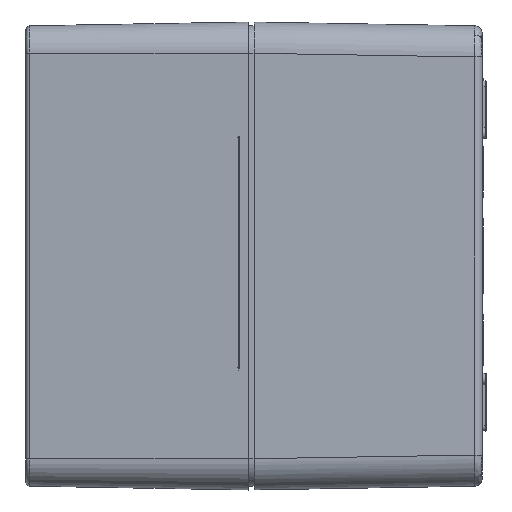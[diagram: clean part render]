
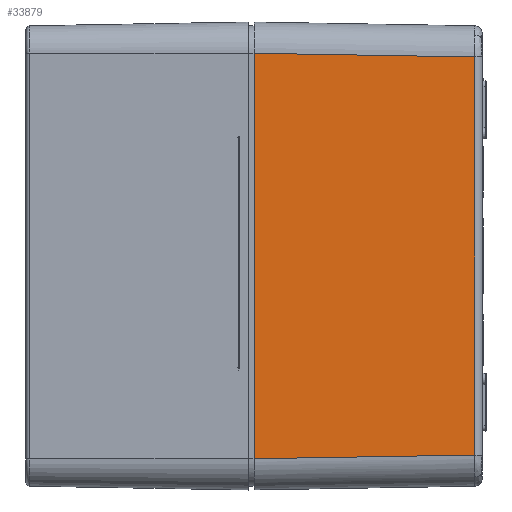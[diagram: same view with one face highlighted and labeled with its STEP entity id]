
A CAD part, left-side view. The second image highlights one B-rep face of the part: STEP entity #33879.
In plain terms, the highlighted planar face has unit normal (-1, -0.017, 0).
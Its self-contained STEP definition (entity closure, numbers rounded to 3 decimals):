
#2112=LINE('',#69557,#4026);
#2130=LINE('',#69795,#4044);
#2131=LINE('',#69797,#4045);
#2132=LINE('',#69798,#4046);
#4026=VECTOR('',#41699,1000.);
#4044=VECTOR('',#41733,1000.);
#4045=VECTOR('',#41736,1000.);
#4046=VECTOR('',#41737,1000.);
#5301=PLANE('',#36567);
#6497=FACE_OUTER_BOUND('',#9023,.T.);
#9023=EDGE_LOOP('',(#25326,#25327,#25328,#25329));
#14788=VERTEX_POINT('',#63875);
#15357=VERTEX_POINT('',#69554);
#15358=VERTEX_POINT('',#69556);
#15371=VERTEX_POINT('',#69787);
#18854=EDGE_CURVE('',#15357,#15358,#2112,.T.);
#18879=EDGE_CURVE('',#15357,#15371,#2130,.T.);
#18880=EDGE_CURVE('',#15371,#14788,#2131,.T.);
#18881=EDGE_CURVE('',#14788,#15358,#2132,.T.);
#25326=ORIENTED_EDGE('',*,*,#18879,.T.);
#25327=ORIENTED_EDGE('',*,*,#18880,.T.);
#25328=ORIENTED_EDGE('',*,*,#18881,.T.);
#25329=ORIENTED_EDGE('',*,*,#18854,.F.);
#33879=ADVANCED_FACE('',(#6497),#5301,.T.);
#36567=AXIS2_PLACEMENT_3D('',#69796,#41734,#41735);
#41699=DIRECTION('',(0.,0.,1.));
#41733=DIRECTION('',(0.017,-1.,0.017));
#41734=DIRECTION('center_axis',(-1.,-0.017,
0.));
#41735=DIRECTION('ref_axis',(0.017,-1.,0.));
#41736=DIRECTION('',(0.,0.,1.));
#41737=DIRECTION('',(-0.017,1.,0.017));
#63875=CARTESIAN_POINT('',(-109.033,-58.033,51.034));
#69554=CARTESIAN_POINT('',(-109.975,-1.5,-51.976));
#69556=CARTESIAN_POINT('',(-109.975,-1.5,51.976));
#69557=CARTESIAN_POINT('',(-109.975,-1.5,-60.));
#69787=CARTESIAN_POINT('',(-109.033,-58.033,-51.034));
#69795=CARTESIAN_POINT('',(-110.002,0.133,-52.003));
#69796=CARTESIAN_POINT('Origin',(-110.,0.,-60.));
#69797=CARTESIAN_POINT('',(-109.033,-58.033,51.001));
#69798=CARTESIAN_POINT('',(-109.969,-1.866,51.97));
